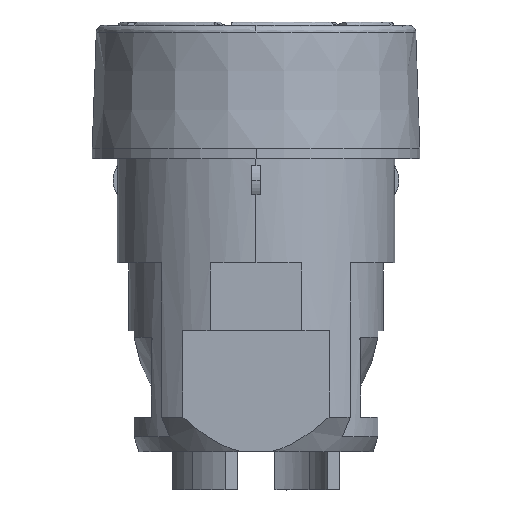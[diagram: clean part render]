
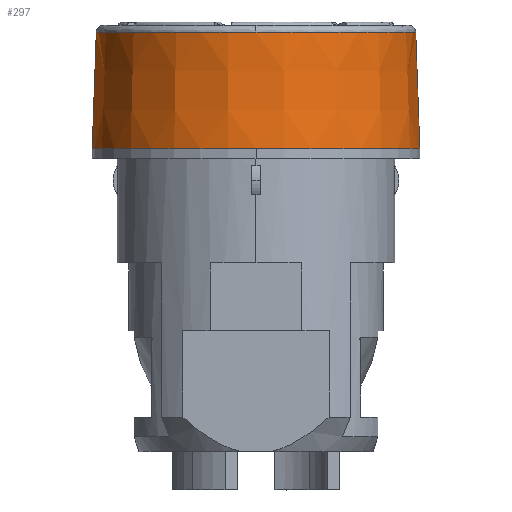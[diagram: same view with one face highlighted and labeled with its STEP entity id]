
A CAD part, front view. The second image highlights one B-rep face of the part: STEP entity #297.
In plain terms, the highlighted conical face has half-angle 2 degrees and reference radius 9.45 mm.
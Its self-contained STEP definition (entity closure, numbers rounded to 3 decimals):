
#297=ADVANCED_FACE('NONE',(#708),#709,.T.);
#708=FACE_OUTER_BOUND('',#1296,.T.);
#709=CONICAL_SURFACE('',#1297,9.45,0.035);
#1296=EDGE_LOOP('',(#2298,#2299,#2300,#2301,#2302));
#1297=AXIS2_PLACEMENT_3D('',#2303,#2304,#2305);
#2298=ORIENTED_EDGE('',*,*,#3836,.T.);
#2299=ORIENTED_EDGE('',*,*,#3722,.T.);
#2300=ORIENTED_EDGE('',*,*,#3837,.T.);
#2301=ORIENTED_EDGE('',*,*,#3838,.F.);
#2302=ORIENTED_EDGE('',*,*,#3839,.F.);
#2303=CARTESIAN_POINT('',(9.45,9.45,19.7));
#2304=DIRECTION('',(0.,0.,-1.0));
#2305=DIRECTION('',(1.0,0.0,0.));
#3722=EDGE_CURVE('NONE',#4433,#4431,#4434,.T.);
#3836=EDGE_CURVE('NONE',#4639,#4433,#4640,.T.);
#3837=EDGE_CURVE('NONE',#4431,#4641,#4642,.T.);
#3838=EDGE_CURVE('NONE',#4643,#4641,#4644,.T.);
#3839=EDGE_CURVE('NONE',#4639,#4643,#4645,.T.);
#4431=VERTEX_POINT('NONE',#5622);
#4433=VERTEX_POINT('NONE',#5624);
#4434=CIRCLE('',#5625,9.216);
#4639=VERTEX_POINT('NONE',#5957);
#4640=CIRCLE('',#5958,9.216);
#4641=VERTEX_POINT('NONE',#5959);
#4642=LINE('',#5960,#5961);
#4643=VERTEX_POINT('NONE',#5962);
#4644=CIRCLE('',#5963,9.45);
#4645=LINE('',#5964,#5965);
#5622=CARTESIAN_POINT('',(0.234,9.45,26.414));
#5624=CARTESIAN_POINT('',(9.45,0.234,26.414));
#5625=AXIS2_PLACEMENT_3D('',#7313,#7314,#7315);
#5957=CARTESIAN_POINT('',(18.666,9.45,26.414));
#5958=AXIS2_PLACEMENT_3D('',#7474,#7475,#7476);
#5959=CARTESIAN_POINT('',(0.,9.45,19.7));
#5960=CARTESIAN_POINT('',(0.,9.45,19.7));
#5961=VECTOR('',#7477,1000.0);
#5962=CARTESIAN_POINT('',(18.9,9.45,19.7));
#5963=AXIS2_PLACEMENT_3D('',#7478,#7479,#7480);
#5964=CARTESIAN_POINT('',(18.9,9.45,19.7));
#5965=VECTOR('',#7481,1000.0);
#7313=CARTESIAN_POINT('',(9.45,9.45,26.414));
#7314=DIRECTION('',(0.,0.0,-1.0));
#7315=DIRECTION('',(-1.0,-0.0,0.));
#7474=CARTESIAN_POINT('',(9.45,9.45,26.414));
#7475=DIRECTION('',(0.,0.0,-1.0));
#7476=DIRECTION('',(-1.0,-0.0,0.));
#7477=DIRECTION('',(-0.035,0.,-0.999));
#7478=CARTESIAN_POINT('',(9.45,9.45,19.7));
#7479=DIRECTION('',(0.,0.,-1.0));
#7480=DIRECTION('',(1.0,0.0,0.));
#7481=DIRECTION('',(0.035,0.,-0.999));
